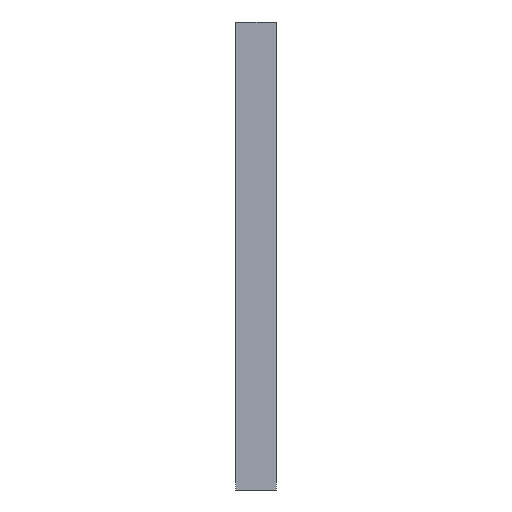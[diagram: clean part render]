
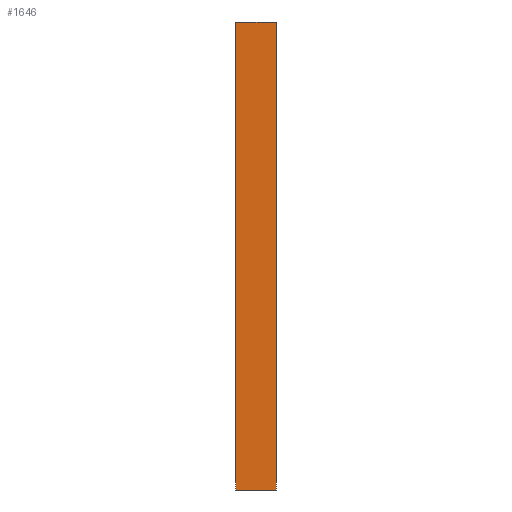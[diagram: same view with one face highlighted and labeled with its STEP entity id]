
A CAD part, left-side view. The second image highlights one B-rep face of the part: STEP entity #1646.
In plain terms, the highlighted planar face has unit normal (-1, 0, 0).
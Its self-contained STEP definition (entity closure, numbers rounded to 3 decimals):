
#68 = DIRECTION ( 'NONE',  ( 0., 0., -1. ) ) ;
#82 = PLANE ( 'NONE',  #1644 ) ;
#83 = EDGE_CURVE ( 'NONE', #1664, #742, #1023, .T. ) ;
#131 = VECTOR ( 'NONE', #191, 1000. ) ;
#157 = VERTEX_POINT ( 'NONE', #878 ) ;
#191 = DIRECTION ( 'NONE',  ( 0., -1., 0. ) ) ;
#231 = EDGE_LOOP ( 'NONE', ( #434, #2115, #1682, #899 ) ) ;
#241 = LINE ( 'NONE', #1617, #1538 ) ;
#250 = CARTESIAN_POINT ( 'NONE',  ( 0., 0., 0. ) ) ;
#368 = CARTESIAN_POINT ( 'NONE',  ( 0., 0., 0. ) ) ;
#428 = VECTOR ( 'NONE', #68, 1000. ) ;
#434 = ORIENTED_EDGE ( 'NONE', *, *, #1025, .F. ) ;
#441 = DIRECTION ( 'NONE',  ( 0., 0., 1. ) ) ;
#587 = FACE_OUTER_BOUND ( 'NONE', #231, .T. ) ;
#742 = VERTEX_POINT ( 'NONE', #1468 ) ;
#860 = CARTESIAN_POINT ( 'NONE',  ( 0., 0., -58. ) ) ;
#878 = CARTESIAN_POINT ( 'NONE',  ( 0., 0., 0. ) ) ;
#899 = ORIENTED_EDGE ( 'NONE', *, *, #1095, .F. ) ;
#963 = VECTOR ( 'NONE', #1699, 1000. ) ;
#1023 = LINE ( 'NONE', #860, #963 ) ;
#1025 = EDGE_CURVE ( 'NONE', #1896, #157, #1388, .T. ) ;
#1095 = EDGE_CURVE ( 'NONE', #157, #1664, #1454, .T. ) ;
#1100 = CARTESIAN_POINT ( 'NONE',  ( 0., 5., 0. ) ) ;
#1388 = LINE ( 'NONE', #368, #131 ) ;
#1454 = LINE ( 'NONE', #1619, #428 ) ;
#1468 = CARTESIAN_POINT ( 'NONE',  ( 0., 5., -58. ) ) ;
#1538 = VECTOR ( 'NONE', #1749, 1000. ) ;
#1617 = CARTESIAN_POINT ( 'NONE',  ( 0., 5., 0. ) ) ;
#1619 = CARTESIAN_POINT ( 'NONE',  ( 0., 0., 0. ) ) ;
#1644 = AXIS2_PLACEMENT_3D ( 'NONE', #250, #1931, #441 ) ;
#1646 = ADVANCED_FACE ( 'NONE', ( #587 ), #82, .T. ) ;
#1664 = VERTEX_POINT ( 'NONE', #2095 ) ;
#1682 = ORIENTED_EDGE ( 'NONE', *, *, #83, .F. ) ;
#1699 = DIRECTION ( 'NONE',  ( 0., 1., 0. ) ) ;
#1749 = DIRECTION ( 'NONE',  ( 0., 0., 1. ) ) ;
#1864 = EDGE_CURVE ( 'NONE', #742, #1896, #241, .T. ) ;
#1896 = VERTEX_POINT ( 'NONE', #1100 ) ;
#1931 = DIRECTION ( 'NONE',  ( -1., 0., 0. ) ) ;
#2095 = CARTESIAN_POINT ( 'NONE',  ( 0., 0., -58. ) ) ;
#2115 = ORIENTED_EDGE ( 'NONE', *, *, #1864, .F. ) ;
